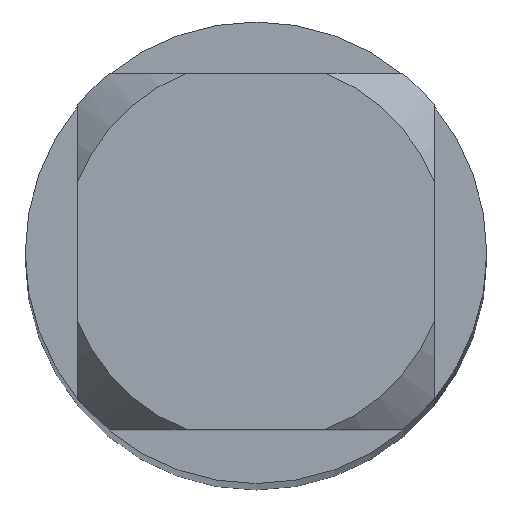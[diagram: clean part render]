
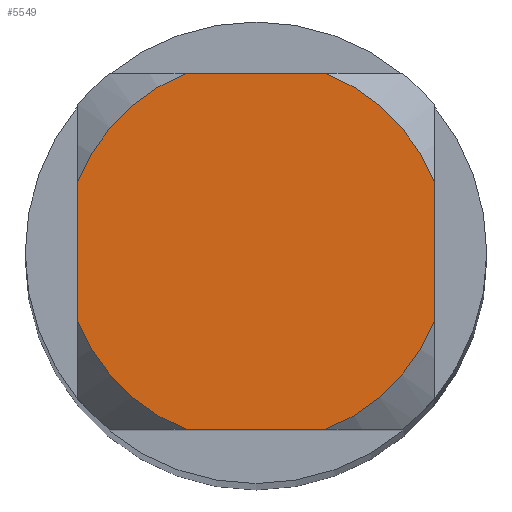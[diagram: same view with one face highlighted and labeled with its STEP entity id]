
A CAD part, top view. The second image highlights one B-rep face of the part: STEP entity #5549.
In plain terms, the highlighted planar face has unit normal (0, 0, 1).
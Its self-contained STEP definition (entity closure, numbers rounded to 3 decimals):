
#3825=EDGE_CURVE('',#8477,#4859,#11060,.T.);
#3861=EDGE_CURVE('',#4629,#8721,#11098,.T.);
#4629=VERTEX_POINT('',#11945);
#4859=VERTEX_POINT('',#12194);
#5549=ADVANCED_FACE('',(#12939),#12940,.T.);
#5579=EDGE_CURVE('',#9529,#10465,#12974,.T.);
#5925=EDGE_CURVE('',#4629,#7111,#13356,.T.);
#6275=VERTEX_POINT('',#13743);
#7111=VERTEX_POINT('',#14638);
#7951=EDGE_CURVE('',#9529,#4859,#15550,.T.);
#8477=VERTEX_POINT('',#16128);
#8721=VERTEX_POINT('',#16387);
#8923=EDGE_CURVE('',#8477,#7111,#16608,.T.);
#9449=EDGE_CURVE('',#6275,#8721,#17182,.T.);
#9529=VERTEX_POINT('',#17269);
#10157=EDGE_CURVE('',#6275,#10465,#17958,.T.);
#10465=VERTEX_POINT('',#18291);
#11060=CIRCLE('',#19008,1.45);
#11098=LINE('',#19079,#19080);
#11945=CARTESIAN_POINT('',(-1.35,0.529,0.0));
#12194=CARTESIAN_POINT('',(1.35,0.529,0.0));
#12939=FACE_OUTER_BOUND('',#22309,.T.);
#12940=PLANE('',#22310);
#12974=CIRCLE('',#22369,1.45);
#13356=CIRCLE('',#23069,1.45);
#13743=CARTESIAN_POINT('',(-0.529,-1.35,0.0));
#14638=CARTESIAN_POINT('',(-0.529,1.35,0.0));
#15550=LINE('',#26868,#26869);
#16128=CARTESIAN_POINT('',(0.529,1.35,0.0));
#16387=CARTESIAN_POINT('',(-1.35,-0.529,0.0));
#16608=LINE('',#28856,#28857);
#17182=CIRCLE('',#29879,1.45);
#17269=CARTESIAN_POINT('',(1.35,-0.529,0.0));
#17958=LINE('',#31152,#31153);
#18291=CARTESIAN_POINT('',(0.529,-1.35,0.0));
#19008=AXIS2_PLACEMENT_3D('',#32636,#32637,#32638);
#19079=CARTESIAN_POINT('',(-1.35,0.363,0.0));
#19080=VECTOR('',#32675,1.0);
#22309=EDGE_LOOP('',(#34615,#34616,#34617,#34618,#34619,#34620,#34621,#34622));
#22310=AXIS2_PLACEMENT_3D('',#34623,#34624,#34625);
#22369=AXIS2_PLACEMENT_3D('',#34669,#34670,#34671);
#23069=AXIS2_PLACEMENT_3D('',#35101,#35102,#35103);
#26868=CARTESIAN_POINT('',(1.35,0.363,0.0));
#26869=VECTOR('',#37833,1.0);
#28856=CARTESIAN_POINT('',(0.0,1.35,0.0));
#28857=VECTOR('',#38907,1.0);
#29879=AXIS2_PLACEMENT_3D('',#39519,#39520,#39521);
#31152=CARTESIAN_POINT('',(0.0,-1.35,0.0));
#31153=VECTOR('',#40398,1.0);
#32636=CARTESIAN_POINT('',(0.0,0.0,0.0));
#32637=DIRECTION('',(0.0,0.0,-1.0));
#32638=DIRECTION('',(0.0,1.0,0.0));
#32675=DIRECTION('',(-0.0,-1.0,0.0));
#34615=ORIENTED_EDGE('',*,*,#3861,.T.);
#34616=ORIENTED_EDGE('',*,*,#9449,.F.);
#34617=ORIENTED_EDGE('',*,*,#10157,.T.);
#34618=ORIENTED_EDGE('',*,*,#5579,.F.);
#34619=ORIENTED_EDGE('',*,*,#7951,.T.);
#34620=ORIENTED_EDGE('',*,*,#3825,.F.);
#34621=ORIENTED_EDGE('',*,*,#8923,.T.);
#34622=ORIENTED_EDGE('',*,*,#5925,.F.);
#34623=CARTESIAN_POINT('',(0.0,0.725,0.0));
#34624=DIRECTION('',(-0.0,0.0,1.0));
#34625=DIRECTION('',(0.0,-1.0,0.0));
#34669=CARTESIAN_POINT('',(0.0,0.0,0.0));
#34670=DIRECTION('',(0.0,0.0,-1.0));
#34671=DIRECTION('',(0.0,1.0,0.0));
#35101=CARTESIAN_POINT('',(0.0,0.0,0.0));
#35102=DIRECTION('',(0.0,0.0,-1.0));
#35103=DIRECTION('',(0.0,1.0,0.0));
#37833=DIRECTION('',(-0.0,1.0,0.0));
#38907=DIRECTION('',(-1.0,0.0,0.0));
#39519=CARTESIAN_POINT('',(0.0,0.0,0.0));
#39520=DIRECTION('',(0.0,0.0,-1.0));
#39521=DIRECTION('',(0.0,1.0,0.0));
#40398=DIRECTION('',(1.0,0.0,0.0));
